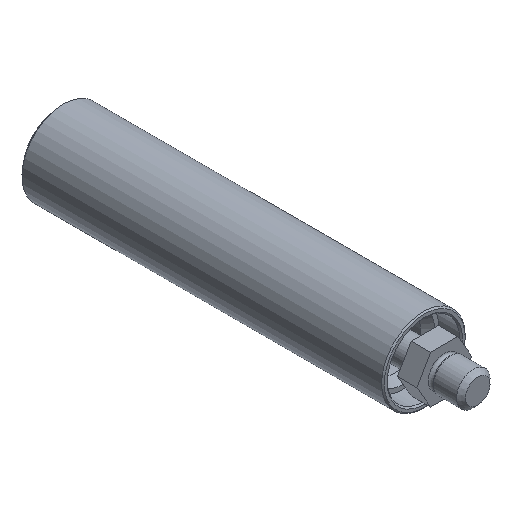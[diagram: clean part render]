
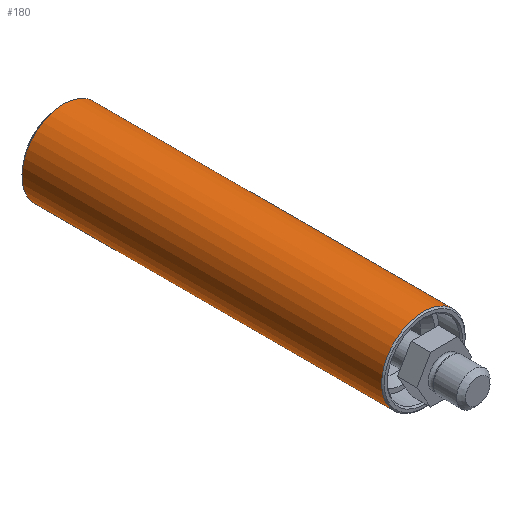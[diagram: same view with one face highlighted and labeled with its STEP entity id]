
A CAD part, isometric view. The second image highlights one B-rep face of the part: STEP entity #180.
In plain terms, the highlighted cylindrical face has radius 15 mm (diameter 30 mm), a full revolution.
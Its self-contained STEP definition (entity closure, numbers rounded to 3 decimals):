
#16 = CARTESIAN_POINT ( 'NONE',  ( 0., 19.5, 0. ) ) ;
#22 = DIRECTION ( 'NONE',  ( 0., -1., 0. ) ) ;
#86 = DIRECTION ( 'NONE',  ( -0.002, 0., -1. ) ) ;
#108 = EDGE_LOOP ( 'NONE', ( #635 ) ) ;
#112 = AXIS2_PLACEMENT_3D ( 'NONE', #391, #196, #86 ) ;
#138 = VERTEX_POINT ( 'NONE', #598 ) ;
#180 = ADVANCED_FACE ( 'NONE', ( #231, #666 ), #244, .T. ) ;
#196 = DIRECTION ( 'NONE',  ( 0., -1., 0. ) ) ;
#231 = FACE_OUTER_BOUND ( 'NONE', #108, .T. ) ;
#244 = CYLINDRICAL_SURFACE ( 'NONE', #112, 15. ) ;
#263 = DIRECTION ( 'NONE',  ( 0.002, 0., 1. ) ) ;
#275 = ORIENTED_EDGE ( 'NONE', *, *, #471, .T. ) ;
#279 = DIRECTION ( 'NONE',  ( -0.002, 0., -1. ) ) ;
#313 = CIRCLE ( 'NONE', #447, 15. ) ;
#367 = CIRCLE ( 'NONE', #479, 15. ) ;
#381 = DIRECTION ( 'NONE',  ( 0., 1., 0. ) ) ;
#384 = CARTESIAN_POINT ( 'NONE',  ( 0., 148.5, 0. ) ) ;
#391 = CARTESIAN_POINT ( 'NONE',  ( 0., 19., 0. ) ) ;
#447 = AXIS2_PLACEMENT_3D ( 'NONE', #16, #381, #263 ) ;
#471 = EDGE_CURVE ( 'NONE', #138, #138, #367, .T. ) ;
#479 = AXIS2_PLACEMENT_3D ( 'NONE', #384, #22, #279 ) ;
#484 = EDGE_CURVE ( 'NONE', #602, #602, #313, .T. ) ;
#598 = CARTESIAN_POINT ( 'NONE',  ( -0.03, 148.5, -15. ) ) ;
#602 = VERTEX_POINT ( 'NONE', #659 ) ;
#635 = ORIENTED_EDGE ( 'NONE', *, *, #484, .T. ) ;
#642 = EDGE_LOOP ( 'NONE', ( #275 ) ) ;
#659 = CARTESIAN_POINT ( 'NONE',  ( 0.03, 19.5, 15. ) ) ;
#666 = FACE_OUTER_BOUND ( 'NONE', #642, .T. ) ;
